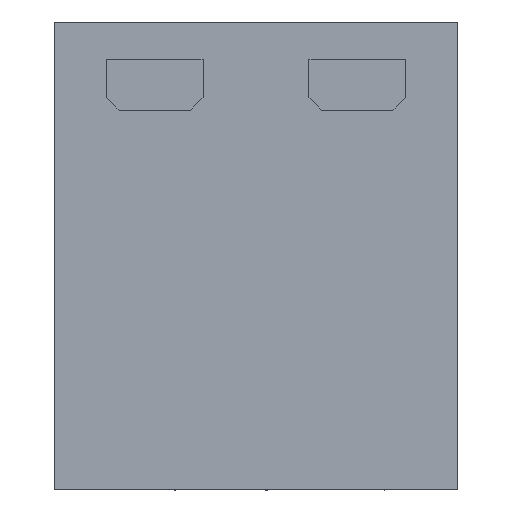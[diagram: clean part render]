
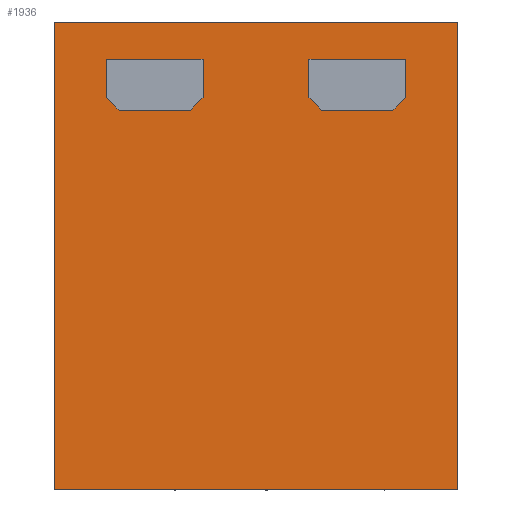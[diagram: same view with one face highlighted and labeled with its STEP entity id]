
A CAD part, front view. The second image highlights one B-rep face of the part: STEP entity #1936.
In plain terms, the highlighted planar face has unit normal (0, -1, 0).
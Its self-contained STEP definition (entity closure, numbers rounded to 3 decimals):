
#1823=AXIS2_PLACEMENT_3D('Plane Axis2P3D',#1820,#1821,#1822) ;
#245=CARTESIAN_POINT('Vertex',(29.3,1.775,0.)) ;
#248=CARTESIAN_POINT('Line Origine',(14.65,1.775,0.)) ;
#252=CARTESIAN_POINT('Vertex',(0.,1.775,0.)) ;
#619=CARTESIAN_POINT('Line Origine',(29.3,1.775,17.)) ;
#623=CARTESIAN_POINT('Vertex',(29.3,1.775,34.)) ;
#648=CARTESIAN_POINT('Vertex',(0.,1.775,34.)) ;
#651=CARTESIAN_POINT('Line Origine',(14.65,1.775,34.)) ;
#1820=CARTESIAN_POINT('Axis2P3D Location',(14.651,1.775,18.015)) ;
#1825=CARTESIAN_POINT('Line Origine',(0.,1.775,17.)) ;
#1836=CARTESIAN_POINT('Line Origine',(22.,1.775,31.3)) ;
#1840=CARTESIAN_POINT('Vertex',(18.5,1.775,31.3)) ;
#1842=CARTESIAN_POINT('Vertex',(25.5,1.775,31.3)) ;
#1845=CARTESIAN_POINT('Line Origine',(25.5,1.775,29.9)) ;
#1849=CARTESIAN_POINT('Vertex',(25.5,1.775,28.5)) ;
#1852=CARTESIAN_POINT('Line Origine',(25.05,1.775,28.05)) ;
#1856=CARTESIAN_POINT('Vertex',(24.6,1.775,27.6)) ;
#1859=CARTESIAN_POINT('Line Origine',(22.,1.775,27.6)) ;
#1863=CARTESIAN_POINT('Vertex',(19.4,1.775,27.6)) ;
#1866=CARTESIAN_POINT('Line Origine',(18.95,1.775,28.05)) ;
#1870=CARTESIAN_POINT('Vertex',(18.5,1.775,28.5)) ;
#1873=CARTESIAN_POINT('Line Origine',(18.5,1.775,29.9)) ;
#1886=CARTESIAN_POINT('Line Origine',(7.3,1.775,31.3)) ;
#1890=CARTESIAN_POINT('Vertex',(3.8,1.775,31.3)) ;
#1892=CARTESIAN_POINT('Vertex',(10.8,1.775,31.3)) ;
#1895=CARTESIAN_POINT('Line Origine',(10.8,1.775,29.9)) ;
#1899=CARTESIAN_POINT('Vertex',(10.8,1.775,28.5)) ;
#1902=CARTESIAN_POINT('Line Origine',(10.35,1.775,28.05)) ;
#1906=CARTESIAN_POINT('Vertex',(9.9,1.775,27.6)) ;
#1909=CARTESIAN_POINT('Line Origine',(7.3,1.775,27.6)) ;
#1913=CARTESIAN_POINT('Vertex',(4.7,1.775,27.6)) ;
#1916=CARTESIAN_POINT('Line Origine',(4.25,1.775,28.05)) ;
#1920=CARTESIAN_POINT('Vertex',(3.8,1.775,28.5)) ;
#1923=CARTESIAN_POINT('Line Origine',(3.8,1.775,29.9)) ;
#249=DIRECTION('Vector Direction',(1.,0.,0.)) ;
#620=DIRECTION('Vector Direction',(0.,0.,-1.)) ;
#652=DIRECTION('Vector Direction',(-1.,0.,0.)) ;
#1821=DIRECTION('Axis2P3D Direction',(-0.,-1.,-0.)) ;
#1822=DIRECTION('Axis2P3D XDirection',(-1.,0.,0.)) ;
#1826=DIRECTION('Vector Direction',(0.,0.,1.)) ;
#1837=DIRECTION('Vector Direction',(1.,0.,0.)) ;
#1846=DIRECTION('Vector Direction',(0.,0.,1.)) ;
#1853=DIRECTION('Vector Direction',(0.707,0.,0.707)) ;
#1860=DIRECTION('Vector Direction',(1.,0.,0.)) ;
#1867=DIRECTION('Vector Direction',(-0.707,0.,0.707)) ;
#1874=DIRECTION('Vector Direction',(0.,0.,-1.)) ;
#1887=DIRECTION('Vector Direction',(1.,0.,0.)) ;
#1896=DIRECTION('Vector Direction',(0.,0.,1.)) ;
#1903=DIRECTION('Vector Direction',(0.707,0.,0.707)) ;
#1910=DIRECTION('Vector Direction',(1.,0.,0.)) ;
#1917=DIRECTION('Vector Direction',(0.707,0.,-0.707)) ;
#1924=DIRECTION('Vector Direction',(0.,0.,-1.)) ;
#250=VECTOR('Line Direction',#249,1.) ;
#621=VECTOR('Line Direction',#620,1.) ;
#653=VECTOR('Line Direction',#652,1.) ;
#1827=VECTOR('Line Direction',#1826,1.) ;
#1838=VECTOR('Line Direction',#1837,1.) ;
#1847=VECTOR('Line Direction',#1846,1.) ;
#1854=VECTOR('Line Direction',#1853,1.) ;
#1861=VECTOR('Line Direction',#1860,1.) ;
#1868=VECTOR('Line Direction',#1867,1.) ;
#1875=VECTOR('Line Direction',#1874,1.) ;
#1888=VECTOR('Line Direction',#1887,1.) ;
#1897=VECTOR('Line Direction',#1896,1.) ;
#1904=VECTOR('Line Direction',#1903,1.) ;
#1911=VECTOR('Line Direction',#1910,1.) ;
#1918=VECTOR('Line Direction',#1917,1.) ;
#1925=VECTOR('Line Direction',#1924,1.) ;
#1831=ORIENTED_EDGE('',*,*,#655,.T.) ;
#1832=ORIENTED_EDGE('',*,*,#1829,.F.) ;
#1833=ORIENTED_EDGE('',*,*,#254,.T.) ;
#1834=ORIENTED_EDGE('',*,*,#625,.F.) ;
#1879=ORIENTED_EDGE('',*,*,#1844,.T.) ;
#1880=ORIENTED_EDGE('',*,*,#1851,.F.) ;
#1881=ORIENTED_EDGE('',*,*,#1858,.F.) ;
#1882=ORIENTED_EDGE('',*,*,#1865,.F.) ;
#1883=ORIENTED_EDGE('',*,*,#1872,.T.) ;
#1884=ORIENTED_EDGE('',*,*,#1877,.F.) ;
#1929=ORIENTED_EDGE('',*,*,#1894,.T.) ;
#1930=ORIENTED_EDGE('',*,*,#1901,.F.) ;
#1931=ORIENTED_EDGE('',*,*,#1908,.F.) ;
#1932=ORIENTED_EDGE('',*,*,#1915,.F.) ;
#1933=ORIENTED_EDGE('',*,*,#1922,.F.) ;
#1934=ORIENTED_EDGE('',*,*,#1927,.F.) ;
#1885=FACE_BOUND('',#1878,.T.) ;
#1935=FACE_BOUND('',#1928,.T.) ;
#1936=ADVANCED_FACE('Hauptkoerper',(#1835,#1885,#1935),#1824,.T.) ;
#254=EDGE_CURVE('',#253,#246,#251,.T.) ;
#625=EDGE_CURVE('',#624,#246,#622,.T.) ;
#655=EDGE_CURVE('',#624,#649,#654,.T.) ;
#1829=EDGE_CURVE('',#253,#649,#1828,.T.) ;
#1844=EDGE_CURVE('',#1841,#1843,#1839,.T.) ;
#1851=EDGE_CURVE('',#1850,#1843,#1848,.T.) ;
#1858=EDGE_CURVE('',#1857,#1850,#1855,.T.) ;
#1865=EDGE_CURVE('',#1864,#1857,#1862,.T.) ;
#1872=EDGE_CURVE('',#1864,#1871,#1869,.T.) ;
#1877=EDGE_CURVE('',#1841,#1871,#1876,.T.) ;
#1894=EDGE_CURVE('',#1891,#1893,#1889,.T.) ;
#1901=EDGE_CURVE('',#1900,#1893,#1898,.T.) ;
#1908=EDGE_CURVE('',#1907,#1900,#1905,.T.) ;
#1915=EDGE_CURVE('',#1914,#1907,#1912,.T.) ;
#1922=EDGE_CURVE('',#1921,#1914,#1919,.T.) ;
#1927=EDGE_CURVE('',#1891,#1921,#1926,.T.) ;
#1830=EDGE_LOOP('',(#1831,#1832,#1833,#1834)) ;
#1878=EDGE_LOOP('',(#1879,#1880,#1881,#1882,#1883,#1884)) ;
#1928=EDGE_LOOP('',(#1929,#1930,#1931,#1932,#1933,#1934)) ;
#1835=FACE_OUTER_BOUND('',#1830,.T.) ;
#251=LINE('Line',#248,#250) ;
#622=LINE('Line',#619,#621) ;
#654=LINE('Line',#651,#653) ;
#1828=LINE('Line',#1825,#1827) ;
#1839=LINE('Line',#1836,#1838) ;
#1848=LINE('Line',#1845,#1847) ;
#1855=LINE('Line',#1852,#1854) ;
#1862=LINE('Line',#1859,#1861) ;
#1869=LINE('Line',#1866,#1868) ;
#1876=LINE('Line',#1873,#1875) ;
#1889=LINE('Line',#1886,#1888) ;
#1898=LINE('Line',#1895,#1897) ;
#1905=LINE('Line',#1902,#1904) ;
#1912=LINE('Line',#1909,#1911) ;
#1919=LINE('Line',#1916,#1918) ;
#1926=LINE('Line',#1923,#1925) ;
#1824=PLANE('',#1823) ;
#246=VERTEX_POINT('',#245) ;
#253=VERTEX_POINT('',#252) ;
#624=VERTEX_POINT('',#623) ;
#649=VERTEX_POINT('',#648) ;
#1841=VERTEX_POINT('',#1840) ;
#1843=VERTEX_POINT('',#1842) ;
#1850=VERTEX_POINT('',#1849) ;
#1857=VERTEX_POINT('',#1856) ;
#1864=VERTEX_POINT('',#1863) ;
#1871=VERTEX_POINT('',#1870) ;
#1891=VERTEX_POINT('',#1890) ;
#1893=VERTEX_POINT('',#1892) ;
#1900=VERTEX_POINT('',#1899) ;
#1907=VERTEX_POINT('',#1906) ;
#1914=VERTEX_POINT('',#1913) ;
#1921=VERTEX_POINT('',#1920) ;
